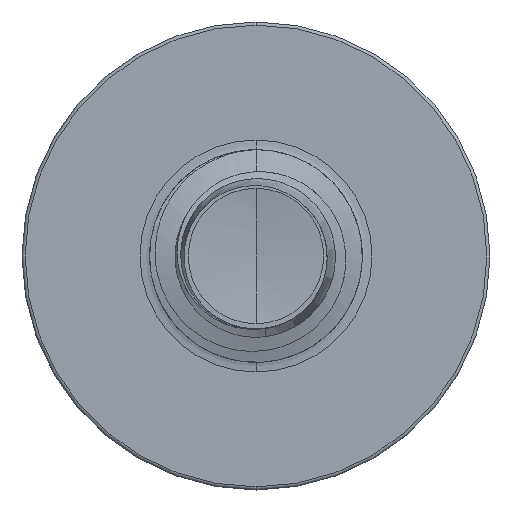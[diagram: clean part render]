
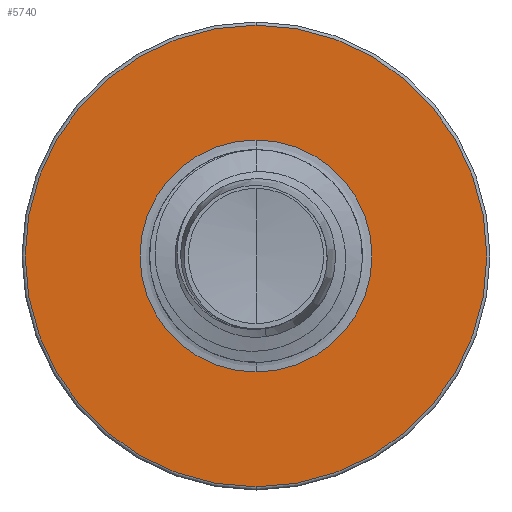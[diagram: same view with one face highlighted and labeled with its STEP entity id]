
A CAD part, front view. The second image highlights one B-rep face of the part: STEP entity #5740.
In plain terms, the highlighted planar face has unit normal (0, -1, 0).
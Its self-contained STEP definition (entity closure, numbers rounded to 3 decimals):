
#98 = AXIS2_PLACEMENT_3D ( 'NONE', #1351, #1321, #1295 ) ;
#504 = CARTESIAN_POINT ( 'NONE',  ( 0., 3.5, 1.363 ) ) ;
#1020 = ORIENTED_EDGE ( 'NONE', *, *, #12652, .F. ) ;
#1166 = DIRECTION ( 'NONE',  ( 0., 0., 1. ) ) ;
#1191 = DIRECTION ( 'NONE',  ( 0., 1., 0. ) ) ;
#1226 = CARTESIAN_POINT ( 'NONE',  ( 0., 3.5, 0. ) ) ;
#1295 = DIRECTION ( 'NONE',  ( 0., 0., 1. ) ) ;
#1321 = DIRECTION ( 'NONE',  ( 0., 1., 0. ) ) ;
#1351 = CARTESIAN_POINT ( 'NONE',  ( 0., 3.5, 0. ) ) ;
#1524 = EDGE_LOOP ( 'NONE', ( #8125, #1020 ) ) ;
#1793 = ORIENTED_EDGE ( 'NONE', *, *, #8348, .T. ) ;
#2787 = CARTESIAN_POINT ( 'NONE',  ( 0., 3.5, 2.713 ) ) ;
#2896 = CIRCLE ( 'NONE', #98, 1.363 ) ;
#2900 = DIRECTION ( 'NONE',  ( 0., 0., 1. ) ) ;
#2975 = CIRCLE ( 'NONE', #14989, 2.713 ) ;
#3026 = AXIS2_PLACEMENT_3D ( 'NONE', #1226, #1191, #1166 ) ;
#3040 = DIRECTION ( 'NONE',  ( 0., 1., 0. ) ) ;
#3095 = PLANE ( 'NONE',  #11448 ) ;
#3129 = CARTESIAN_POINT ( 'NONE',  ( 0., 3.5, 0. ) ) ;
#4670 = VERTEX_POINT ( 'NONE', #5770 ) ;
#4733 = CARTESIAN_POINT ( 'NONE',  ( 0., 3.5, -1.363 ) ) ;
#4814 = EDGE_CURVE ( 'NONE', #10811, #4670, #2975, .T. ) ;
#5117 = FACE_BOUND ( 'NONE', #15272, .T. ) ;
#5616 = ORIENTED_EDGE ( 'NONE', *, *, #12651, .T. ) ;
#5740 = ADVANCED_FACE ( 'NONE', ( #14525, #5117 ), #3095, .F. ) ;
#5770 = CARTESIAN_POINT ( 'NONE',  ( 0., 3.5, -2.712 ) ) ;
#6922 = CARTESIAN_POINT ( 'NONE',  ( 0., 3.5, -1.363 ) ) ;
#8125 = ORIENTED_EDGE ( 'NONE', *, *, #4814, .F. ) ;
#8348 = EDGE_CURVE ( 'NONE', #14251, #14899, #13903, .T. ) ;
#10023 = DIRECTION ( 'NONE',  ( 0., 0., 1. ) ) ;
#10811 = VERTEX_POINT ( 'NONE', #2787 ) ;
#10896 = DIRECTION ( 'NONE',  ( 0., 0., 1. ) ) ;
#10927 = DIRECTION ( 'NONE',  ( 0., 1., 0. ) ) ;
#10986 = CARTESIAN_POINT ( 'NONE',  ( 0., 3.5, 0. ) ) ;
#11448 = AXIS2_PLACEMENT_3D ( 'NONE', #6922, #3040, #2900 ) ;
#11487 = CIRCLE ( 'NONE', #3026, 2.713 ) ;
#12651 = EDGE_CURVE ( 'NONE', #14899, #14251, #2896, .T. ) ;
#12652 = EDGE_CURVE ( 'NONE', #4670, #10811, #11487, .T. ) ;
#13903 = CIRCLE ( 'NONE', #15091, 1.363 ) ;
#14251 = VERTEX_POINT ( 'NONE', #4733 ) ;
#14525 = FACE_OUTER_BOUND ( 'NONE', #1524, .T. ) ;
#14546 = DIRECTION ( 'NONE',  ( 0., 1., 0. ) ) ;
#14899 = VERTEX_POINT ( 'NONE', #504 ) ;
#14989 = AXIS2_PLACEMENT_3D ( 'NONE', #10986, #10927, #10896 ) ;
#15091 = AXIS2_PLACEMENT_3D ( 'NONE', #3129, #14546, #10023 ) ;
#15272 = EDGE_LOOP ( 'NONE', ( #5616, #1793 ) ) ;
